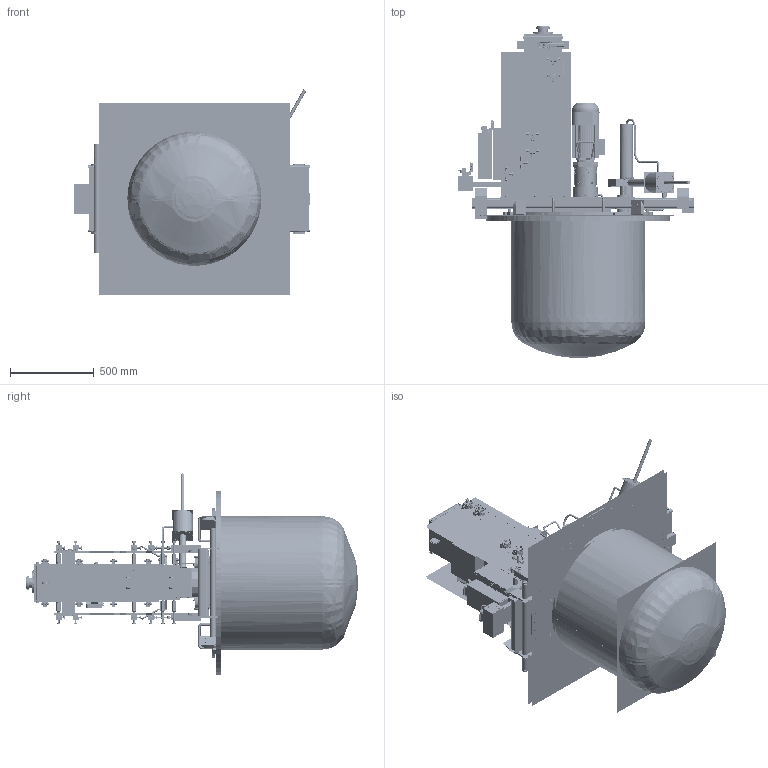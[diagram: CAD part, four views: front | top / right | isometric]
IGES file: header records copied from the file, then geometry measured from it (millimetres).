
Start section:  PTC IGES file: 90090_us_mg.igs
Global section: file name: 90090_us_mg.igs; native system: Creo Elements/Pro by Parametric Technology Corporation; preprocessor: 2013330; author: BP; organization: Unknown; date: 20150821.073725; units: millimetre
Bounding box: 1413.76 x 1982.6 x 1225.22 mm (x, y, z)
Volume: 354556082.5 mm3; surface area: 113666876.6 mm2
Topology: 169 solids, 200 shells, 22130 faces, 112749 edges, 142584 vertices
Faces by surface type: revolution 11078, bspline 11028, extrusion 24
